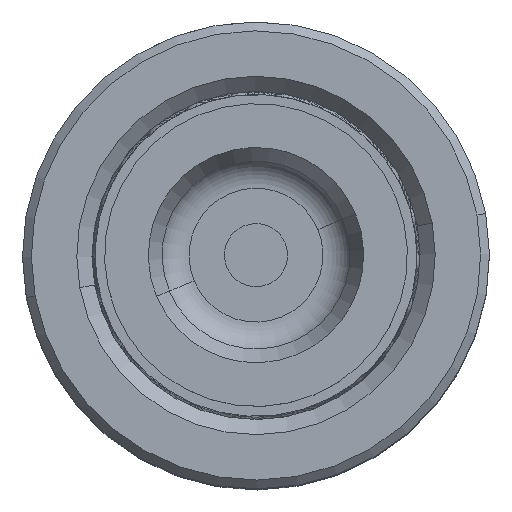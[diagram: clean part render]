
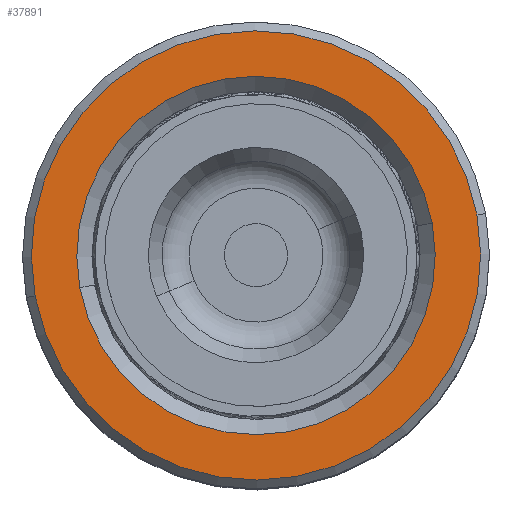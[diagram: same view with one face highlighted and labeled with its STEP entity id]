
A CAD part, top view. The second image highlights one B-rep face of the part: STEP entity #37891.
In plain terms, the highlighted planar face has unit normal (0, 0, 1).
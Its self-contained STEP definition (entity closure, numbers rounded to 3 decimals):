
#123 = CARTESIAN_POINT ( 'NONE',  ( -17.8, 0., 50. ) ) ;
#330 = CIRCLE ( 'NONE', #18700, 17.8 ) ;
#336 = CARTESIAN_POINT ( 'NONE',  ( 0., 0., 50. ) ) ;
#723 = CARTESIAN_POINT ( 'NONE',  ( 14.2, 0., 50. ) ) ;
#914 = PLANE ( 'NONE',  #34589 ) ;
#5522 = VERTEX_POINT ( 'NONE', #723 ) ;
#7109 = DIRECTION ( 'NONE',  ( 0., 0., -1. ) ) ;
#9127 = ORIENTED_EDGE ( 'NONE', *, *, #25152, .T. ) ;
#9577 = VERTEX_POINT ( 'NONE', #22548 ) ;
#10382 = CARTESIAN_POINT ( 'NONE',  ( 0., 0., 50. ) ) ;
#10791 = CARTESIAN_POINT ( 'NONE',  ( 17.8, 0., 50. ) ) ;
#11684 = FACE_OUTER_BOUND ( 'NONE', #26644, .T. ) ;
#14018 = EDGE_CURVE ( 'NONE', #31763, #31057, #38289, .T. ) ;
#16259 = DIRECTION ( 'NONE',  ( 0., 0., 1. ) ) ;
#18497 = FACE_BOUND ( 'NONE', #20030, .T. ) ;
#18642 = AXIS2_PLACEMENT_3D ( 'NONE', #336, #34205, #25235 ) ;
#18700 = AXIS2_PLACEMENT_3D ( 'NONE', #34697, #16259, #38506 ) ;
#20009 = AXIS2_PLACEMENT_3D ( 'NONE', #28590, #7109, #28726 ) ;
#20030 = EDGE_LOOP ( 'NONE', ( #24304, #38732 ) ) ;
#21210 = EDGE_CURVE ( 'NONE', #9577, #5522, #31862, .T. ) ;
#21356 = AXIS2_PLACEMENT_3D ( 'NONE', #10382, #29280, #38023 ) ;
#22329 = ORIENTED_EDGE ( 'NONE', *, *, #14018, .T. ) ;
#22548 = CARTESIAN_POINT ( 'NONE',  ( -14.2, 0., 50. ) ) ;
#24304 = ORIENTED_EDGE ( 'NONE', *, *, #28395, .T. ) ;
#25152 = EDGE_CURVE ( 'NONE', #31057, #31763, #330, .T. ) ;
#25235 = DIRECTION ( 'NONE',  ( 1., 0., 0. ) ) ;
#25570 = DIRECTION ( 'NONE',  ( 1., 0., 0. ) ) ;
#26644 = EDGE_LOOP ( 'NONE', ( #9127, #22329 ) ) ;
#28395 = EDGE_CURVE ( 'NONE', #5522, #9577, #38875, .T. ) ;
#28590 = CARTESIAN_POINT ( 'NONE',  ( 0., 0., 50. ) ) ;
#28726 = DIRECTION ( 'NONE',  ( 1., 0., 0. ) ) ;
#29033 = DIRECTION ( 'NONE',  ( 0., 0., 1. ) ) ;
#29280 = DIRECTION ( 'NONE',  ( 0., 0., 1. ) ) ;
#31057 = VERTEX_POINT ( 'NONE', #123 ) ;
#31763 = VERTEX_POINT ( 'NONE', #10791 ) ;
#31862 = CIRCLE ( 'NONE', #18642, 14.2 ) ;
#34205 = DIRECTION ( 'NONE',  ( 0., 0., -1. ) ) ;
#34589 = AXIS2_PLACEMENT_3D ( 'NONE', #35219, #29033, #25570 ) ;
#34697 = CARTESIAN_POINT ( 'NONE',  ( 0., 0., 50. ) ) ;
#35219 = CARTESIAN_POINT ( 'NONE',  ( 0., 0., 50. ) ) ;
#37891 = ADVANCED_FACE ( 'NONE', ( #11684, #18497 ), #914, .T. ) ;
#38023 = DIRECTION ( 'NONE',  ( 1., 0., 0. ) ) ;
#38289 = CIRCLE ( 'NONE', #21356, 17.8 ) ;
#38506 = DIRECTION ( 'NONE',  ( 1., 0., 0. ) ) ;
#38732 = ORIENTED_EDGE ( 'NONE', *, *, #21210, .T. ) ;
#38875 = CIRCLE ( 'NONE', #20009, 14.2 ) ;
